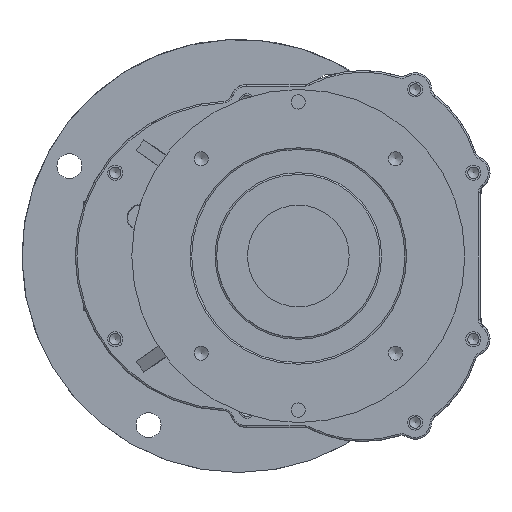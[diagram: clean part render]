
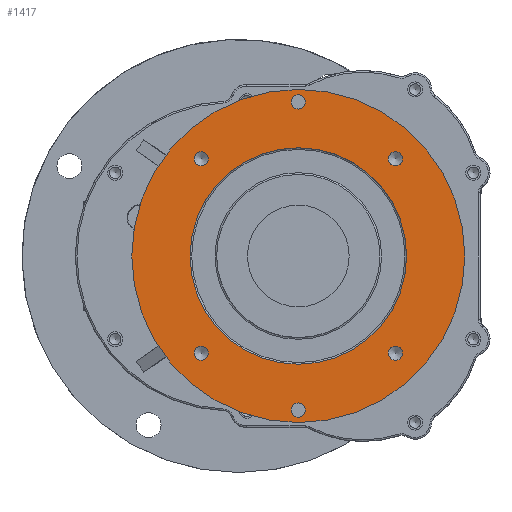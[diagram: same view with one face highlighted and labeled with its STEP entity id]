
A CAD part, left-side view. The second image highlights one B-rep face of the part: STEP entity #1417.
In plain terms, the highlighted planar face has unit normal (-1, 0, 0).
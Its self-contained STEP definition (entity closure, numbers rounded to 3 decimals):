
#25 = VERTEX_POINT ( 'NONE', #12683 ) ;
#554 = DIRECTION ( 'NONE',  ( 1., 0., 0. ) ) ;
#601 = DIRECTION ( 'NONE',  ( 0., 0., 1. ) ) ;
#726 = EDGE_LOOP ( 'NONE', ( #2174 ) ) ;
#784 = VERTEX_POINT ( 'NONE', #10546 ) ;
#1295 = VERTEX_POINT ( 'NONE', #7843 ) ;
#1356 = DIRECTION ( 'NONE',  ( -1., 0., 0. ) ) ;
#1417 = ADVANCED_FACE ( 'NONE', ( #3353, #9568, #9672, #1742, #5066, #16080, #17801, #7955 ), #14471, .T. ) ;
#1469 = EDGE_CURVE ( 'NONE', #15760, #15760, #9775, .T. ) ;
#1544 = CARTESIAN_POINT ( 'NONE',  ( -12., 58.336, -54.086 ) ) ;
#1742 = FACE_BOUND ( 'NONE', #726, .T. ) ;
#2174 = ORIENTED_EDGE ( 'NONE', *, *, #20033, .F. ) ;
#2183 = EDGE_LOOP ( 'NONE', ( #11025 ) ) ;
#2189 = DIRECTION ( 'NONE',  ( -1., 0., 0. ) ) ;
#2687 = EDGE_CURVE ( 'NONE', #1295, #1295, #3319, .T. ) ;
#3019 = CARTESIAN_POINT ( 'NONE',  ( -12., 0., 88.25 ) ) ;
#3064 = ORIENTED_EDGE ( 'NONE', *, *, #18760, .F. ) ;
#3265 = VERTEX_POINT ( 'NONE', #17821 ) ;
#3319 = CIRCLE ( 'NONE', #18382, 100. ) ;
#3353 = FACE_BOUND ( 'NONE', #10820, .T. ) ;
#3451 = AXIS2_PLACEMENT_3D ( 'NONE', #8141, #16604, #18321 ) ;
#3482 = VERTEX_POINT ( 'NONE', #10020 ) ;
#3648 = CIRCLE ( 'NONE', #14560, 4.25 ) ;
#4107 = ORIENTED_EDGE ( 'NONE', *, *, #9244, .F. ) ;
#4164 = EDGE_LOOP ( 'NONE', ( #3064 ) ) ;
#5066 = FACE_BOUND ( 'NONE', #6635, .T. ) ;
#5190 = DIRECTION ( 'NONE',  ( 0., 0., 1. ) ) ;
#5195 = CARTESIAN_POINT ( 'NONE',  ( -12., -58.336, -54.086 ) ) ;
#5658 = EDGE_LOOP ( 'NONE', ( #7751 ) ) ;
#6338 = DIRECTION ( 'NONE',  ( -1., 0., 0. ) ) ;
#6351 = CARTESIAN_POINT ( 'NONE',  ( -12., -100., 0. ) ) ;
#6395 = EDGE_CURVE ( 'NONE', #3265, #3265, #18194, .T. ) ;
#6418 = EDGE_CURVE ( 'NONE', #19654, #19654, #16085, .T. ) ;
#6628 = DIRECTION ( 'NONE',  ( 0., 0., 1. ) ) ;
#6635 = EDGE_LOOP ( 'NONE', ( #4107 ) ) ;
#7541 = ORIENTED_EDGE ( 'NONE', *, *, #6418, .F. ) ;
#7709 = AXIS2_PLACEMENT_3D ( 'NONE', #20279, #554, #18243 ) ;
#7741 = DIRECTION ( 'NONE',  ( 0., 0., 1. ) ) ;
#7751 = ORIENTED_EDGE ( 'NONE', *, *, #1469, .T. ) ;
#7843 = CARTESIAN_POINT ( 'NONE',  ( -12., 0., 100. ) ) ;
#7955 = FACE_OUTER_BOUND ( 'NONE', #8405, .T. ) ;
#8141 = CARTESIAN_POINT ( 'NONE',  ( -12., 58.336, -58.336 ) ) ;
#8208 = DIRECTION ( 'NONE',  ( 1., 0., 0. ) ) ;
#8405 = EDGE_LOOP ( 'NONE', ( #18870 ) ) ;
#8717 = AXIS2_PLACEMENT_3D ( 'NONE', #18063, #8208, #14723 ) ;
#8959 = AXIS2_PLACEMENT_3D ( 'NONE', #11681, #9751, #11573 ) ;
#9097 = AXIS2_PLACEMENT_3D ( 'NONE', #6351, #12889, #19419 ) ;
#9244 = EDGE_CURVE ( 'NONE', #25, #25, #19978, .T. ) ;
#9568 = FACE_BOUND ( 'NONE', #5658, .T. ) ;
#9672 = FACE_BOUND ( 'NONE', #4164, .T. ) ;
#9751 = DIRECTION ( 'NONE',  ( -1., 0., 0. ) ) ;
#9775 = CIRCLE ( 'NONE', #7709, 4.25 ) ;
#10020 = CARTESIAN_POINT ( 'NONE',  ( -12., 0., -96.75 ) ) ;
#10546 = CARTESIAN_POINT ( 'NONE',  ( -12., -58.336, 62.586 ) ) ;
#10820 = EDGE_LOOP ( 'NONE', ( #14328 ) ) ;
#11025 = ORIENTED_EDGE ( 'NONE', *, *, #6395, .F. ) ;
#11573 = DIRECTION ( 'NONE',  ( 0., 0., 1. ) ) ;
#11681 = CARTESIAN_POINT ( 'NONE',  ( -12., 0., 0. ) ) ;
#12435 = AXIS2_PLACEMENT_3D ( 'NONE', #14572, #6338, #7741 ) ;
#12683 = CARTESIAN_POINT ( 'NONE',  ( -12., 58.336, 62.586 ) ) ;
#12889 = DIRECTION ( 'NONE',  ( -1., 0., 0. ) ) ;
#13077 = EDGE_LOOP ( 'NONE', ( #7541 ) ) ;
#13335 = VERTEX_POINT ( 'NONE', #5195 ) ;
#14328 = ORIENTED_EDGE ( 'NONE', *, *, #18358, .T. ) ;
#14471 = PLANE ( 'NONE',  #9097 ) ;
#14560 = AXIS2_PLACEMENT_3D ( 'NONE', #15381, #20530, #601 ) ;
#14572 = CARTESIAN_POINT ( 'NONE',  ( -12., 58.336, 58.336 ) ) ;
#14723 = DIRECTION ( 'NONE',  ( 0., 0., -1. ) ) ;
#14855 = CIRCLE ( 'NONE', #17262, 4.25 ) ;
#15349 = CARTESIAN_POINT ( 'NONE',  ( -12., -58.336, -58.336 ) ) ;
#15381 = CARTESIAN_POINT ( 'NONE',  ( -12., -58.336, 58.336 ) ) ;
#15532 = CIRCLE ( 'NONE', #8717, 4.25 ) ;
#15760 = VERTEX_POINT ( 'NONE', #3019 ) ;
#16080 = FACE_BOUND ( 'NONE', #13077, .T. ) ;
#16085 = CIRCLE ( 'NONE', #3451, 4.25 ) ;
#16604 = DIRECTION ( 'NONE',  ( -1., 0., 0. ) ) ;
#17262 = AXIS2_PLACEMENT_3D ( 'NONE', #15349, #2189, #5190 ) ;
#17801 = FACE_BOUND ( 'NONE', #2183, .T. ) ;
#17821 = CARTESIAN_POINT ( 'NONE',  ( -12., 0., 65. ) ) ;
#18063 = CARTESIAN_POINT ( 'NONE',  ( -12., 0., -92.5 ) ) ;
#18194 = CIRCLE ( 'NONE', #8959, 65. ) ;
#18243 = DIRECTION ( 'NONE',  ( 0., 0., -1. ) ) ;
#18321 = DIRECTION ( 'NONE',  ( 0., 0., 1. ) ) ;
#18358 = EDGE_CURVE ( 'NONE', #3482, #3482, #15532, .T. ) ;
#18382 = AXIS2_PLACEMENT_3D ( 'NONE', #19699, #1356, #6628 ) ;
#18760 = EDGE_CURVE ( 'NONE', #13335, #13335, #14855, .T. ) ;
#18870 = ORIENTED_EDGE ( 'NONE', *, *, #2687, .T. ) ;
#19419 = DIRECTION ( 'NONE',  ( 0., 0., 1. ) ) ;
#19654 = VERTEX_POINT ( 'NONE', #1544 ) ;
#19699 = CARTESIAN_POINT ( 'NONE',  ( -12., 0., 0. ) ) ;
#19978 = CIRCLE ( 'NONE', #12435, 4.25 ) ;
#20033 = EDGE_CURVE ( 'NONE', #784, #784, #3648, .T. ) ;
#20279 = CARTESIAN_POINT ( 'NONE',  ( -12., 0., 92.5 ) ) ;
#20530 = DIRECTION ( 'NONE',  ( -1., 0., 0. ) ) ;
